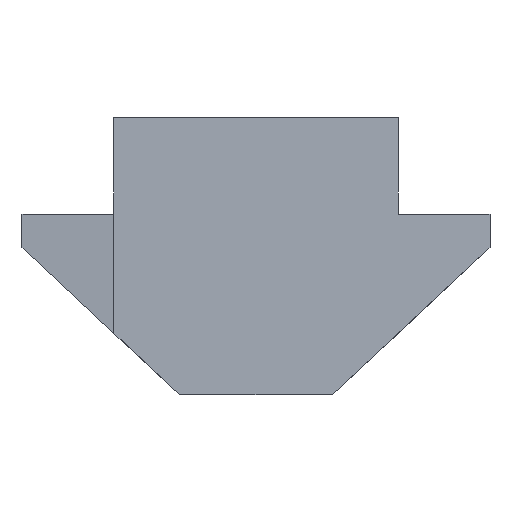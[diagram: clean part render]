
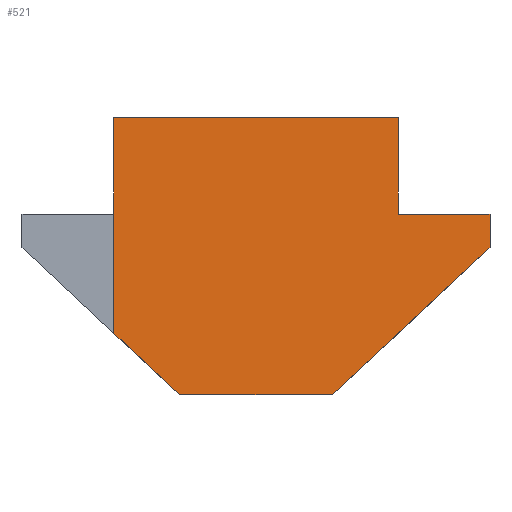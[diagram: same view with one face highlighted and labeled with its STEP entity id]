
A CAD part, front view. The second image highlights one B-rep face of the part: STEP entity #521.
In plain terms, the highlighted planar face has unit normal (0.707, -0.707, 0).
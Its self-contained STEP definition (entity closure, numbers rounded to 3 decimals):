
#1 = EDGE_CURVE ( 'NONE', #534, #182, #65, .T. ) ;
#5 = FACE_OUTER_BOUND ( 'NONE', #418, .T. ) ;
#17 = VERTEX_POINT ( 'NONE', #385 ) ;
#24 = CARTESIAN_POINT ( 'NONE',  ( -4.25, -9.5, -5.4 ) ) ;
#36 = EDGE_CURVE ( 'NONE', #176, #322, #55, .T. ) ;
#44 = ORIENTED_EDGE ( 'NONE', *, *, #247, .F. ) ;
#50 = VERTEX_POINT ( 'NONE', #76 ) ;
#53 = EDGE_CURVE ( 'NONE', #175, #321, #426, .T. ) ;
#55 = LINE ( 'NONE', #445, #622 ) ;
#59 = DIRECTION ( 'NONE',  ( 0.707, 0.707, 0. ) ) ;
#64 = LINE ( 'NONE', #419, #596 ) ;
#65 = LINE ( 'NONE', #438, #120 ) ;
#73 = ORIENTED_EDGE ( 'NONE', *, *, #342, .F. ) ;
#76 = CARTESIAN_POINT ( 'NONE',  ( -4.25, -9.5, 0. ) ) ;
#81 = VECTOR ( 'NONE', #660, 1000. ) ;
#83 = ORIENTED_EDGE ( 'NONE', *, *, #1, .F. ) ;
#84 = DIRECTION ( 'NONE',  ( -0.707, 0.707, 0. ) ) ;
#89 = LINE ( 'NONE', #209, #343 ) ;
#95 = CARTESIAN_POINT ( 'NONE',  ( 7., 1.75, -5.4 ) ) ;
#98 = LINE ( 'NONE', #607, #640 ) ;
#103 = ORIENTED_EDGE ( 'NONE', *, *, #53, .F. ) ;
#105 = LINE ( 'NONE', #24, #367 ) ;
#120 = VECTOR ( 'NONE', #124, 1000. ) ;
#124 = DIRECTION ( 'NONE',  ( -0.59, -0.59, 0.551 ) ) ;
#127 = CARTESIAN_POINT ( 'NONE',  ( 7., 1.75, -1. ) ) ;
#149 = EDGE_CURVE ( 'NONE', #321, #17, #98, .T. ) ;
#157 = CARTESIAN_POINT ( 'NONE',  ( -2.282, -7.532, -5.4 ) ) ;
#175 = VERTEX_POINT ( 'NONE', #580 ) ;
#176 = VERTEX_POINT ( 'NONE', #528 ) ;
#182 = VERTEX_POINT ( 'NONE', #280 ) ;
#183 = CARTESIAN_POINT ( 'NONE',  ( 7., 1.75, -5.4 ) ) ;
#194 = PLANE ( 'NONE',  #639 ) ;
#204 = ORIENTED_EDGE ( 'NONE', *, *, #220, .F. ) ;
#206 = EDGE_CURVE ( 'NONE', #322, #175, #89, .T. ) ;
#209 = CARTESIAN_POINT ( 'NONE',  ( 7., 1.75, 0. ) ) ;
#219 = CARTESIAN_POINT ( 'NONE',  ( -4.25, -9.5, 2.9 ) ) ;
#220 = EDGE_CURVE ( 'NONE', #50, #316, #64, .T. ) ;
#242 = DIRECTION ( 'NONE',  ( -0.59, -0.59, -0.551 ) ) ;
#247 = EDGE_CURVE ( 'NONE', #17, #534, #358, .T. ) ;
#280 = CARTESIAN_POINT ( 'NONE',  ( -4.25, -9.5, -3.565 ) ) ;
#316 = VERTEX_POINT ( 'NONE', #219 ) ;
#321 = VERTEX_POINT ( 'NONE', #127 ) ;
#322 = VERTEX_POINT ( 'NONE', #646 ) ;
#330 = LINE ( 'NONE', #641, #493 ) ;
#342 = EDGE_CURVE ( 'NONE', #316, #176, #330, .T. ) ;
#343 = VECTOR ( 'NONE', #59, 1000. ) ;
#354 = EDGE_CURVE ( 'NONE', #182, #50, #105, .T. ) ;
#358 = LINE ( 'NONE', #632, #555 ) ;
#360 = DIRECTION ( 'NONE',  ( -0.707, -0.707, 0. ) ) ;
#367 = VECTOR ( 'NONE', #391, 1000. ) ;
#377 = DIRECTION ( 'NONE',  ( -0.707, -0.707, 0. ) ) ;
#381 = ORIENTED_EDGE ( 'NONE', *, *, #149, .F. ) ;
#385 = CARTESIAN_POINT ( 'NONE',  ( 2.282, -2.968, -5.4 ) ) ;
#391 = DIRECTION ( 'NONE',  ( 0., 0., 1. ) ) ;
#418 = EDGE_LOOP ( 'NONE', ( #73, #204, #515, #83, #44, #381, #103, #465, #428 ) ) ;
#419 = CARTESIAN_POINT ( 'NONE',  ( -4.25, -9.5, -5.4 ) ) ;
#426 = LINE ( 'NONE', #183, #81 ) ;
#428 = ORIENTED_EDGE ( 'NONE', *, *, #36, .F. ) ;
#438 = CARTESIAN_POINT ( 'NONE',  ( -2.282, -7.532, -5.4 ) ) ;
#445 = CARTESIAN_POINT ( 'NONE',  ( 4.25, -1., -5.4 ) ) ;
#465 = ORIENTED_EDGE ( 'NONE', *, *, #206, .F. ) ;
#493 = VECTOR ( 'NONE', #590, 1000. ) ;
#498 = DIRECTION ( 'NONE',  ( 0., 0., -1. ) ) ;
#515 = ORIENTED_EDGE ( 'NONE', *, *, #354, .F. ) ;
#519 = DIRECTION ( 'NONE',  ( 0., 0., 1. ) ) ;
#521 = ADVANCED_FACE ( 'NONE', ( #5 ), #194, .F. ) ;
#528 = CARTESIAN_POINT ( 'NONE',  ( 4.25, -1., 2.9 ) ) ;
#534 = VERTEX_POINT ( 'NONE', #157 ) ;
#555 = VECTOR ( 'NONE', #377, 1000. ) ;
#580 = CARTESIAN_POINT ( 'NONE',  ( 7., 1.75, 0. ) ) ;
#590 = DIRECTION ( 'NONE',  ( 0.707, 0.707, 0. ) ) ;
#596 = VECTOR ( 'NONE', #519, 1000. ) ;
#607 = CARTESIAN_POINT ( 'NONE',  ( 7., 1.75, -1. ) ) ;
#622 = VECTOR ( 'NONE', #498, 1000. ) ;
#632 = CARTESIAN_POINT ( 'NONE',  ( 2.282, -2.968, -5.4 ) ) ;
#639 = AXIS2_PLACEMENT_3D ( 'NONE', #95, #84, #360 ) ;
#640 = VECTOR ( 'NONE', #242, 1000. ) ;
#641 = CARTESIAN_POINT ( 'NONE',  ( 7., 1.75, 2.9 ) ) ;
#646 = CARTESIAN_POINT ( 'NONE',  ( 4.25, -1., 0. ) ) ;
#660 = DIRECTION ( 'NONE',  ( 0., 0., -1. ) ) ;
